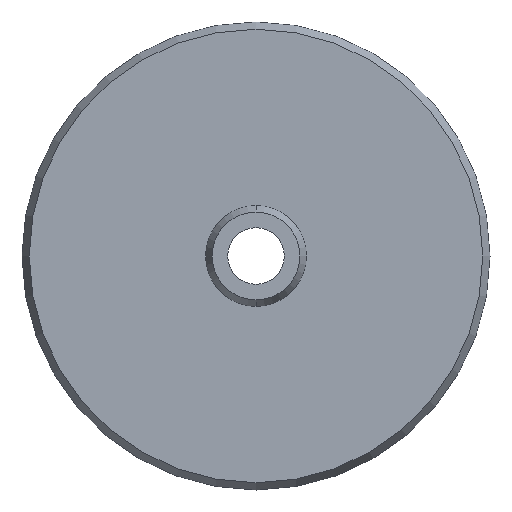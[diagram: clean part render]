
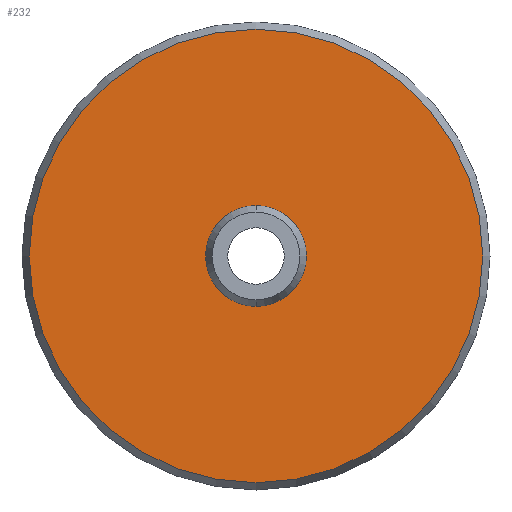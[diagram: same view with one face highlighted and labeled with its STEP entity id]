
A CAD part, front view. The second image highlights one B-rep face of the part: STEP entity #232.
In plain terms, the highlighted planar face has unit normal (0, -1, 0).
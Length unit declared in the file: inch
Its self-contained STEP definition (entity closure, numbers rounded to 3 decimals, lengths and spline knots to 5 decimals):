
#31 = CARTESIAN_POINT ( 'NONE',  ( 0., 0.25, 0. ) ) ;
#56 = EDGE_LOOP ( 'NONE', ( #113, #412 ) ) ;
#62 = CARTESIAN_POINT ( 'NONE',  ( 0., 0.25, -4.01136 ) ) ;
#65 = DIRECTION ( 'NONE',  ( 0., -1., 0. ) ) ;
#76 = DIRECTION ( 'NONE',  ( 0., 1., 0. ) ) ;
#78 = AXIS2_PLACEMENT_3D ( 'NONE', #306, #400, #188 ) ;
#96 = CIRCLE ( 'NONE', #482, 4.01136 ) ;
#98 = DIRECTION ( 'NONE',  ( 0., -1., 0. ) ) ;
#106 = DIRECTION ( 'NONE',  ( 0., 0., 1. ) ) ;
#113 = ORIENTED_EDGE ( 'NONE', *, *, #217, .F. ) ;
#159 = ORIENTED_EDGE ( 'NONE', *, *, #491, .T. ) ;
#166 = CIRCLE ( 'NONE', #255, 0.89242 ) ;
#176 = CARTESIAN_POINT ( 'NONE',  ( 0., 0.25, -0.89242 ) ) ;
#188 = DIRECTION ( 'NONE',  ( 0., 0., -1. ) ) ;
#198 = CARTESIAN_POINT ( 'NONE',  ( 0., 0.25, 0.89242 ) ) ;
#217 = EDGE_CURVE ( 'NONE', #227, #355, #238, .T. ) ;
#227 = VERTEX_POINT ( 'NONE', #198 ) ;
#232 = ADVANCED_FACE ( 'NONE', ( #356, #502 ), #514, .F. ) ;
#238 = CIRCLE ( 'NONE', #78, 0.89242 ) ;
#255 = AXIS2_PLACEMENT_3D ( 'NONE', #492, #98, #335 ) ;
#292 = EDGE_CURVE ( 'NONE', #338, #500, #96, .T. ) ;
#306 = CARTESIAN_POINT ( 'NONE',  ( 0., 0.25, 0. ) ) ;
#312 = EDGE_LOOP ( 'NONE', ( #159, #469 ) ) ;
#325 = EDGE_CURVE ( 'NONE', #355, #227, #166, .T. ) ;
#335 = DIRECTION ( 'NONE',  ( 0., 0., -1. ) ) ;
#336 = DIRECTION ( 'NONE',  ( 0., -1., 0. ) ) ;
#338 = VERTEX_POINT ( 'NONE', #62 ) ;
#355 = VERTEX_POINT ( 'NONE', #176 ) ;
#356 = FACE_BOUND ( 'NONE', #56, .T. ) ;
#371 = AXIS2_PLACEMENT_3D ( 'NONE', #463, #76, #106 ) ;
#377 = CIRCLE ( 'NONE', #505, 4.01136 ) ;
#400 = DIRECTION ( 'NONE',  ( 0., -1., 0. ) ) ;
#412 = ORIENTED_EDGE ( 'NONE', *, *, #325, .F. ) ;
#456 = CARTESIAN_POINT ( 'NONE',  ( 0., 0.25, 0. ) ) ;
#462 = CARTESIAN_POINT ( 'NONE',  ( 0., 0.25, 4.01136 ) ) ;
#463 = CARTESIAN_POINT ( 'NONE',  ( -0.89242, 0.25, 0. ) ) ;
#469 = ORIENTED_EDGE ( 'NONE', *, *, #292, .T. ) ;
#482 = AXIS2_PLACEMENT_3D ( 'NONE', #456, #336, #497 ) ;
#491 = EDGE_CURVE ( 'NONE', #500, #338, #377, .T. ) ;
#492 = CARTESIAN_POINT ( 'NONE',  ( 0., 0.25, 0. ) ) ;
#497 = DIRECTION ( 'NONE',  ( 0., 0., -1. ) ) ;
#500 = VERTEX_POINT ( 'NONE', #462 ) ;
#501 = DIRECTION ( 'NONE',  ( 0., 0., -1. ) ) ;
#502 = FACE_OUTER_BOUND ( 'NONE', #312, .T. ) ;
#505 = AXIS2_PLACEMENT_3D ( 'NONE', #31, #65, #501 ) ;
#514 = PLANE ( 'NONE',  #371 ) ;
